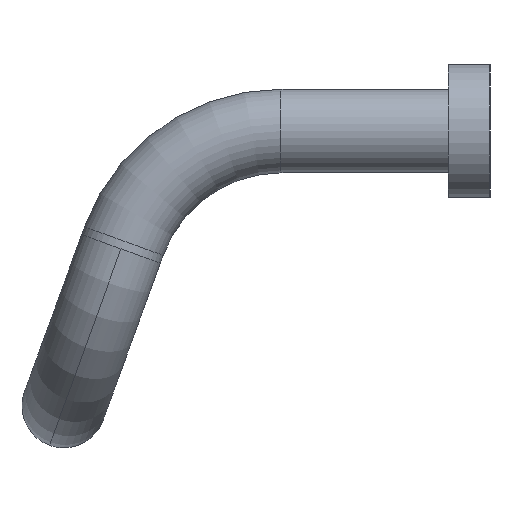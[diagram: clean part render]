
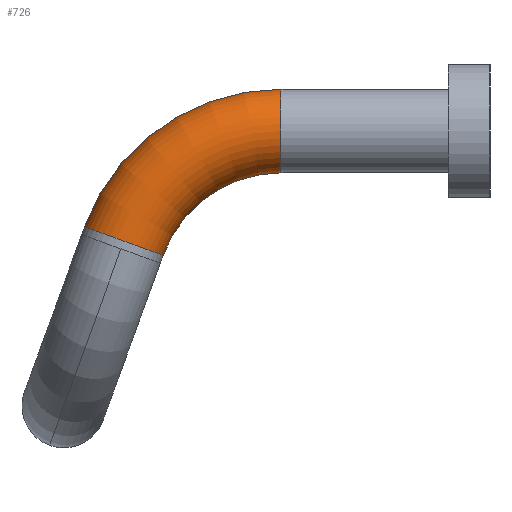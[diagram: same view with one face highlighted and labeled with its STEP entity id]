
A CAD part, left-side view. The second image highlights one B-rep face of the part: STEP entity #726.
In plain terms, the highlighted toroidal (fillet/blend) face has major radius 20 mm and minor radius 5 mm.
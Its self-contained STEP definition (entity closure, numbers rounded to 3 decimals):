
#55 = EDGE_CURVE ( 'NONE', #389, #1756, #1044, .T. ) ;
#239 = EDGE_CURVE ( 'NONE', #389, #1180, #1237, .T. ) ;
#301 = ORIENTED_EDGE ( 'NONE', *, *, #239, .F. ) ;
#356 = ORIENTED_EDGE ( 'NONE', *, *, #55, .T. ) ;
#389 = VERTEX_POINT ( 'NONE', #403 ) ;
#403 = CARTESIAN_POINT ( 'NONE',  ( -60., 44.488, -11.449 ) ) ;
#414 = AXIS2_PLACEMENT_3D ( 'NONE', #1737, #1920, #1749 ) ;
#542 = VERTEX_POINT ( 'NONE', #645 ) ;
#549 = DIRECTION ( 'NONE',  ( 0., -1., 0. ) ) ;
#572 = CARTESIAN_POINT ( 'NONE',  ( -60., 20.996, 0. ) ) ;
#595 = AXIS2_PLACEMENT_3D ( 'NONE', #572, #549, #1076 ) ;
#622 = CARTESIAN_POINT ( 'NONE',  ( -60., 35.091, -14.87 ) ) ;
#645 = CARTESIAN_POINT ( 'NONE',  ( -60., 20.996, -5. ) ) ;
#691 = CARTESIAN_POINT ( 'NONE',  ( -60., 20.996, -20. ) ) ;
#708 = CIRCLE ( 'NONE', #595, 5. ) ;
#726 = ADVANCED_FACE ( 'NONE', ( #1220 ), #1024, .T. ) ;
#855 = DIRECTION ( 'NONE',  ( 0., 0., -1. ) ) ;
#940 = AXIS2_PLACEMENT_3D ( 'NONE', #691, #1734, #855 ) ;
#1008 = CARTESIAN_POINT ( 'NONE',  ( -60., 39.79, -13.16 ) ) ;
#1024 = TOROIDAL_SURFACE ( 'NONE', #1389, 20., 5. ) ;
#1044 = CIRCLE ( 'NONE', #1229, 5. ) ;
#1048 = CARTESIAN_POINT ( 'NONE',  ( -60., 20.996, -20. ) ) ;
#1076 = DIRECTION ( 'NONE',  ( 0., 0., 1. ) ) ;
#1176 = DIRECTION ( 'NONE',  ( 0., 0.94, 0.342 ) ) ;
#1180 = VERTEX_POINT ( 'NONE', #2138 ) ;
#1220 = FACE_OUTER_BOUND ( 'NONE', #2054, .T. ) ;
#1229 = AXIS2_PLACEMENT_3D ( 'NONE', #1008, #1656, #1176 ) ;
#1237 = CIRCLE ( 'NONE', #940, 25. ) ;
#1389 = AXIS2_PLACEMENT_3D ( 'NONE', #1048, #1753, #1574 ) ;
#1549 = EDGE_CURVE ( 'NONE', #1756, #542, #2206, .T. ) ;
#1574 = DIRECTION ( 'NONE',  ( 0., 0., -1. ) ) ;
#1656 = DIRECTION ( 'NONE',  ( 0., -0.342, 0.94 ) ) ;
#1682 = ORIENTED_EDGE ( 'NONE', *, *, #1549, .T. ) ;
#1704 = EDGE_CURVE ( 'NONE', #1180, #542, #708, .T. ) ;
#1734 = DIRECTION ( 'NONE',  ( 1., 0., 0. ) ) ;
#1737 = CARTESIAN_POINT ( 'NONE',  ( -60., 20.996, -20. ) ) ;
#1749 = DIRECTION ( 'NONE',  ( 0., 0., -1. ) ) ;
#1753 = DIRECTION ( 'NONE',  ( 1., 0., 0. ) ) ;
#1756 = VERTEX_POINT ( 'NONE', #622 ) ;
#1920 = DIRECTION ( 'NONE',  ( 1., 0., 0. ) ) ;
#2054 = EDGE_LOOP ( 'NONE', ( #301, #356, #1682, #2200 ) ) ;
#2138 = CARTESIAN_POINT ( 'NONE',  ( -60., 20.996, 5. ) ) ;
#2200 = ORIENTED_EDGE ( 'NONE', *, *, #1704, .F. ) ;
#2206 = CIRCLE ( 'NONE', #414, 15. ) ;
